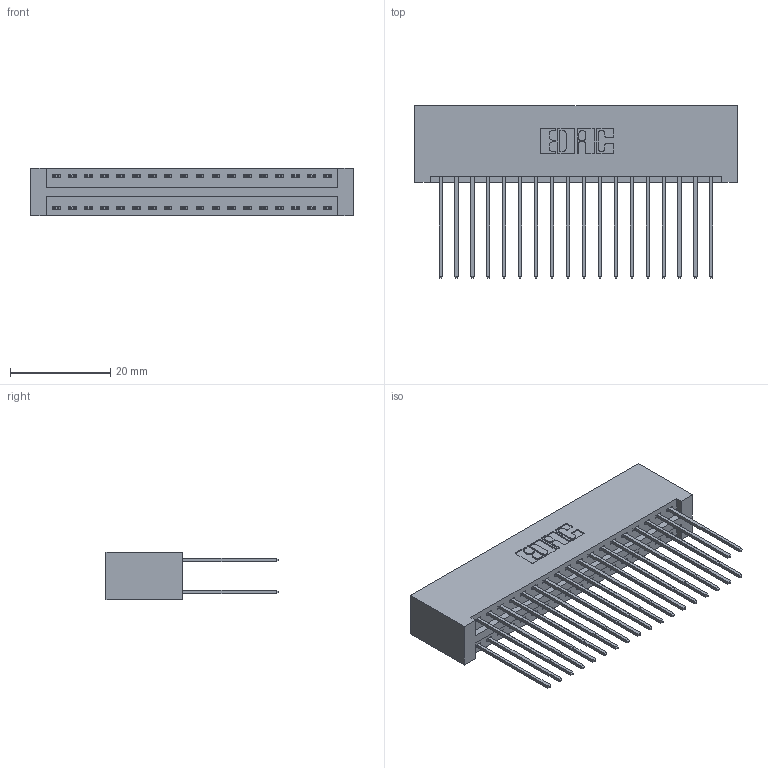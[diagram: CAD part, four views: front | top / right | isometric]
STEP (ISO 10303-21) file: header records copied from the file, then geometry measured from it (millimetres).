
FILE_DESCRIPTION (( 'STEP AP203' ), '1' );
FILE_NAME ('346-036-541-201.STEP', '2022-05-19T21:44:18', ( '' ), ( '' ), 'SwSTEP 2.0', 'SolidWorks 2020', '' );
FILE_SCHEMA (( 'CONFIG_CONTROL_DESIGN' ));
Length unit declared in the file: inch
Products named in the file (3): 346-036-541-201; 345-292-001_345-293-141; 346 Part_No Mounting Lugs
Assembly tree (37 placements, depth 2):
  346-036-541-201
    346 Part_No Mounting Lugs
    345-292-001_345-293-141  x36
Bounding box: 64.39 x 34.29 x 9.4 mm (x, y, z)
Volume: 6872.1 mm3; surface area: 10222.7 mm2
Topology: 37 solids, 37 shells, 1986 faces, 5885 edges, 3874 vertices
Faces by surface type: plane 1332, cylinder 654
Entity records: 14719 total; most frequent: CARTESIAN_POINT 2456, ORIENTED_EDGE 2390, DIRECTION 2211, EDGE_CURVE 1195, VECTOR 999, LINE 999, VERTEX_POINT 794, AXIS2_PLACEMENT_3D 606
